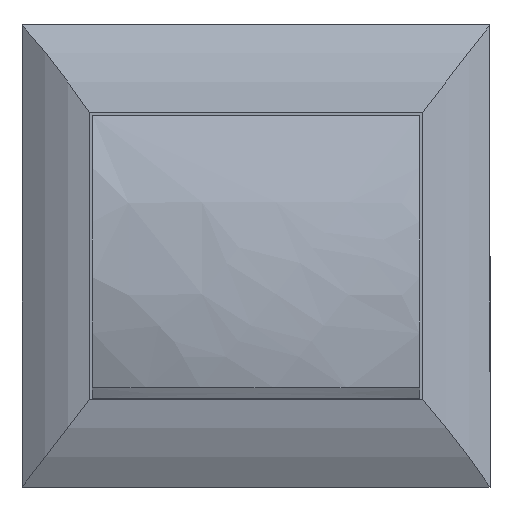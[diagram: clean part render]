
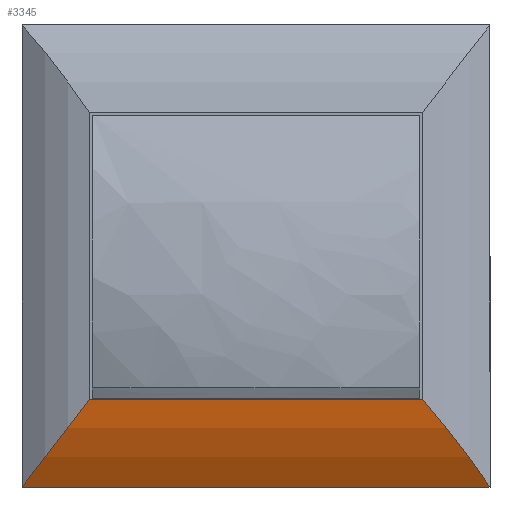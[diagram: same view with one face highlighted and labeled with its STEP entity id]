
A CAD part, top view. The second image highlights one B-rep face of the part: STEP entity #3345.
In plain terms, the highlighted free-form (B-spline) face has degree [3, 3] with [7, 4] control points.
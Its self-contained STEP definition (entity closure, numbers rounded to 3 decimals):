
#172 = CARTESIAN_POINT ( 'NONE',  ( 29., -25., 11. ) ) ;
#227 = ORIENTED_EDGE ( 'NONE', *, *, #3400, .T. ) ;
#232 = CARTESIAN_POINT ( 'NONE',  ( 33.958, -40.25, 5. ) ) ;
#250 = CARTESIAN_POINT ( 'NONE',  ( -24.167, -25., 11. ) ) ;
#288 = CARTESIAN_POINT ( 'NONE',  ( 29., -25., 11. ) ) ;
#306 = CARTESIAN_POINT ( 'NONE',  ( 40.75, -40.25, 5. ) ) ;
#443 = B_SPLINE_SURFACE_WITH_KNOTS ( 'NONE', 3, 3, ( 
 ( #1376, #2462, #1744, #4129 ),
 ( #2118, #4460, #2475, #232 ),
 ( #2828, #639, #3176, #1030 ),
 ( #3497, #1389, #3822, #1764 ),
 ( #4144, #2133, #4476, #2494 ),
 ( #250, #2847, #660, #3188 ),
 ( #1049, #3515, #1405, #3834 ) ),
 .UNSPECIFIED., .F., .F., .F.,
 ( 4, 1, 1, 1, 4 ),
 ( 4, 4 ),
 ( 0.24, 0.305, 0.37, 0.435, 0.5 ),
 ( 0., 1. ),
 .UNSPECIFIED. ) ;
#486 = ORIENTED_EDGE ( 'NONE', *, *, #3396, .T. ) ;
#639 = CARTESIAN_POINT ( 'NONE',  ( 16.666, -29.813, 10.328 ) ) ;
#660 = CARTESIAN_POINT ( 'NONE',  ( -30.405, -34.791, 8.287 ) ) ;
#696 = CARTESIAN_POINT ( 'NONE',  ( -29., -25., 11. ) ) ;
#854 = B_SPLINE_CURVE_WITH_KNOTS ( 'NONE', 3,
 ( #288, #3221, #2542, #306 ),
 .UNSPECIFIED., .F., .F.,
 ( 4, 4 ),
 ( 0., 1. ),
 .UNSPECIFIED. ) ;
#917 = LINE ( 'NONE', #3382, #2113 ) ;
#1030 = CARTESIAN_POINT ( 'NONE',  ( 20.375, -40.25, 5. ) ) ;
#1049 = CARTESIAN_POINT ( 'NONE',  ( -29., -25., 11. ) ) ;
#1081 = CARTESIAN_POINT ( 'NONE',  ( -36.544, -34.791, 8.287 ) ) ;
#1311 = VECTOR ( 'NONE', #1808, 1000. ) ;
#1376 = CARTESIAN_POINT ( 'NONE',  ( 29., -25., 11. ) ) ;
#1389 = CARTESIAN_POINT ( 'NONE',  ( 0.208, -29.813, 10.328 ) ) ;
#1405 = CARTESIAN_POINT ( 'NONE',  ( -36.544, -34.791, 8.287 ) ) ;
#1423 = LINE ( 'NONE', #2527, #1311 ) ;
#1655 = VERTEX_POINT ( 'NONE', #172 ) ;
#1735 = CARTESIAN_POINT ( 'NONE',  ( 40.75, -40.25, 5. ) ) ;
#1744 = CARTESIAN_POINT ( 'NONE',  ( 37.123, -34.791, 8.287 ) ) ;
#1764 = CARTESIAN_POINT ( 'NONE',  ( 0., -40.25, 5. ) ) ;
#1808 = DIRECTION ( 'NONE',  ( -1., 0., 0. ) ) ;
#2038 = CARTESIAN_POINT ( 'NONE',  ( -29., -25., 11. ) ) ;
#2113 = VECTOR ( 'NONE', #4028, 1000. ) ;
#2118 = CARTESIAN_POINT ( 'NONE',  ( 24.167, -25., 11. ) ) ;
#2133 = CARTESIAN_POINT ( 'NONE',  ( -16.25, -29.813, 10.328 ) ) ;
#2371 = VERTEX_POINT ( 'NONE', #2038 ) ;
#2462 = CARTESIAN_POINT ( 'NONE',  ( 33.125, -29.813, 10.328 ) ) ;
#2475 = CARTESIAN_POINT ( 'NONE',  ( 30.984, -34.791, 8.287 ) ) ;
#2494 = CARTESIAN_POINT ( 'NONE',  ( -20.375, -40.25, 5. ) ) ;
#2527 = CARTESIAN_POINT ( 'NONE',  ( -29., -25., 11. ) ) ;
#2542 = CARTESIAN_POINT ( 'NONE',  ( 37.123, -34.791, 8.287 ) ) ;
#2828 = CARTESIAN_POINT ( 'NONE',  ( 14.5, -25., 11. ) ) ;
#2847 = CARTESIAN_POINT ( 'NONE',  ( -27.223, -29.813, 10.328 ) ) ;
#2875 = CARTESIAN_POINT ( 'NONE',  ( -32.709, -29.813, 10.328 ) ) ;
#3176 = CARTESIAN_POINT ( 'NONE',  ( 18.706, -34.791, 8.287 ) ) ;
#3188 = CARTESIAN_POINT ( 'NONE',  ( -33.958, -40.25, 5. ) ) ;
#3221 = CARTESIAN_POINT ( 'NONE',  ( 33.125, -29.813, 10.328 ) ) ;
#3229 = EDGE_CURVE ( 'NONE', #4263, #4352, #917, .T. ) ;
#3281 = ORIENTED_EDGE ( 'NONE', *, *, #3417, .F. ) ;
#3321 = FACE_OUTER_BOUND ( 'NONE', #4503, .T. ) ;
#3345 = ADVANCED_FACE ( 'NONE', ( #3321 ), #443, .T. ) ;
#3382 = CARTESIAN_POINT ( 'NONE',  ( -40.75, -40.25, 5. ) ) ;
#3396 = EDGE_CURVE ( 'NONE', #2371, #4263, #3844, .T. ) ;
#3400 = EDGE_CURVE ( 'NONE', #1655, #2371, #1423, .T. ) ;
#3417 = EDGE_CURVE ( 'NONE', #1655, #4352, #854, .T. ) ;
#3497 = CARTESIAN_POINT ( 'NONE',  ( 0., -25., 11. ) ) ;
#3515 = CARTESIAN_POINT ( 'NONE',  ( -32.709, -29.813, 10.328 ) ) ;
#3542 = CARTESIAN_POINT ( 'NONE',  ( -40.75, -40.25, 5. ) ) ;
#3822 = CARTESIAN_POINT ( 'NONE',  ( 0.289, -34.791, 8.287 ) ) ;
#3834 = CARTESIAN_POINT ( 'NONE',  ( -40.75, -40.25, 5. ) ) ;
#3844 = B_SPLINE_CURVE_WITH_KNOTS ( 'NONE', 3,
 ( #696, #2875, #1081, #3542 ),
 .UNSPECIFIED., .F., .F.,
 ( 4, 4 ),
 ( 0., 1. ),
 .UNSPECIFIED. ) ;
#4028 = DIRECTION ( 'NONE',  ( 1., 0., 0. ) ) ;
#4129 = CARTESIAN_POINT ( 'NONE',  ( 40.75, -40.25, 5. ) ) ;
#4144 = CARTESIAN_POINT ( 'NONE',  ( -14.5, -25., 11. ) ) ;
#4263 = VERTEX_POINT ( 'NONE', #4593 ) ;
#4352 = VERTEX_POINT ( 'NONE', #1735 ) ;
#4460 = CARTESIAN_POINT ( 'NONE',  ( 27.639, -29.813, 10.328 ) ) ;
#4476 = CARTESIAN_POINT ( 'NONE',  ( -18.127, -34.791, 8.287 ) ) ;
#4503 = EDGE_LOOP ( 'NONE', ( #227, #486, #4509, #3281 ) ) ;
#4509 = ORIENTED_EDGE ( 'NONE', *, *, #3229, .T. ) ;
#4593 = CARTESIAN_POINT ( 'NONE',  ( -40.75, -40.25, 5. ) ) ;
